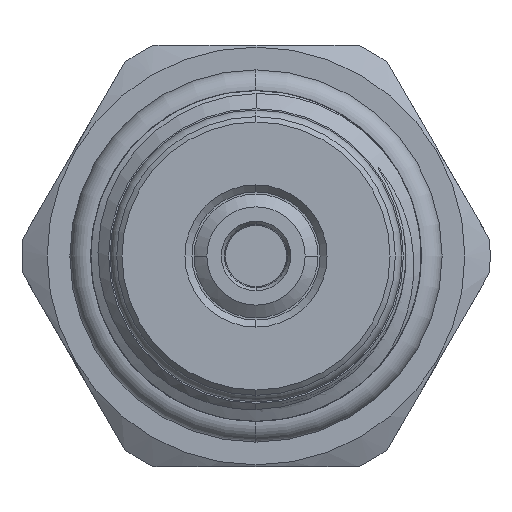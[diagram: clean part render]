
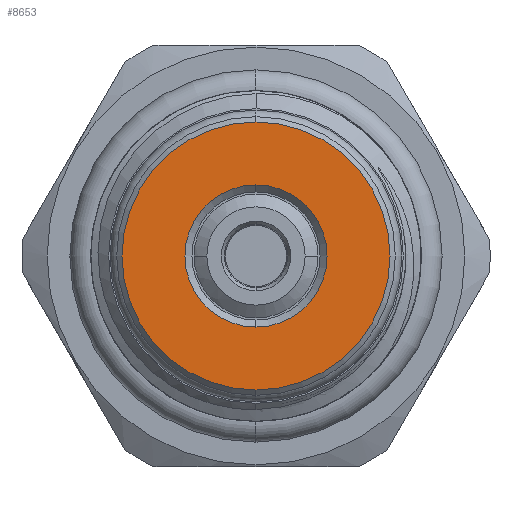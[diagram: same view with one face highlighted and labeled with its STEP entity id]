
A CAD part, left-side view. The second image highlights one B-rep face of the part: STEP entity #8653.
In plain terms, the highlighted planar face has unit normal (-1, 0, 0).
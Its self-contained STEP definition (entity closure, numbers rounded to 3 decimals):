
#433 = DIRECTION ( 'NONE',  ( 1., 0., 0. ) ) ;
#442 = ORIENTED_EDGE ( 'NONE', *, *, #7364, .T. ) ;
#825 = CARTESIAN_POINT ( 'NONE',  ( -30.895, 0., 7.635 ) ) ;
#929 = CARTESIAN_POINT ( 'NONE',  ( -30.895, 0., 0. ) ) ;
#1022 = CIRCLE ( 'NONE', #11143, 7.635 ) ;
#2073 = VERTEX_POINT ( 'NONE', #3173 ) ;
#3173 = CARTESIAN_POINT ( 'NONE',  ( -30.895, 0., -4.05 ) ) ;
#4345 = FACE_BOUND ( 'NONE', #9779, .T. ) ;
#4858 = EDGE_CURVE ( 'NONE', #10287, #8257, #6682, .T. ) ;
#5257 = CARTESIAN_POINT ( 'NONE',  ( -30.895, 7.935, 0. ) ) ;
#6148 = CARTESIAN_POINT ( 'NONE',  ( -30.895, 0., 0. ) ) ;
#6172 = DIRECTION ( 'NONE',  ( -1., 0., 0. ) ) ;
#6220 = CARTESIAN_POINT ( 'NONE',  ( -30.895, 0., 0. ) ) ;
#6338 = DIRECTION ( 'NONE',  ( 0., 0., 1. ) ) ;
#6632 = EDGE_LOOP ( 'NONE', ( #13390, #8600 ) ) ;
#6682 = CIRCLE ( 'NONE', #14294, 7.635 ) ;
#7117 = EDGE_CURVE ( 'NONE', #8257, #10287, #1022, .T. ) ;
#7364 = EDGE_CURVE ( 'NONE', #9290, #2073, #12445, .T. ) ;
#7702 = PLANE ( 'NONE',  #14501 ) ;
#8257 = VERTEX_POINT ( 'NONE', #11792 ) ;
#8600 = ORIENTED_EDGE ( 'NONE', *, *, #4858, .T. ) ;
#8653 = ADVANCED_FACE ( 'NONE', ( #4345, #12930 ), #7702, .T. ) ;
#9290 = VERTEX_POINT ( 'NONE', #13227 ) ;
#9482 = DIRECTION ( 'NONE',  ( 0., 0., 1. ) ) ;
#9779 = EDGE_LOOP ( 'NONE', ( #442, #11228 ) ) ;
#10277 = CIRCLE ( 'NONE', #10829, 4.05 ) ;
#10287 = VERTEX_POINT ( 'NONE', #825 ) ;
#10829 = AXIS2_PLACEMENT_3D ( 'NONE', #929, #14364, #12130 ) ;
#11143 = AXIS2_PLACEMENT_3D ( 'NONE', #6220, #6172, #9482 ) ;
#11228 = ORIENTED_EDGE ( 'NONE', *, *, #12313, .T. ) ;
#11654 = DIRECTION ( 'NONE',  ( 0., 0., 1. ) ) ;
#11792 = CARTESIAN_POINT ( 'NONE',  ( -30.895, 0., -7.635 ) ) ;
#12108 = DIRECTION ( 'NONE',  ( -1., 0., 0. ) ) ;
#12130 = DIRECTION ( 'NONE',  ( 0., 0., 1. ) ) ;
#12313 = EDGE_CURVE ( 'NONE', #2073, #9290, #10277, .T. ) ;
#12445 = CIRCLE ( 'NONE', #14129, 4.05 ) ;
#12930 = FACE_OUTER_BOUND ( 'NONE', #6632, .T. ) ;
#13070 = DIRECTION ( 'NONE',  ( -1., 0., 0. ) ) ;
#13215 = DIRECTION ( 'NONE',  ( 0., 0., 1. ) ) ;
#13227 = CARTESIAN_POINT ( 'NONE',  ( -30.895, 0., 4.05 ) ) ;
#13390 = ORIENTED_EDGE ( 'NONE', *, *, #7117, .T. ) ;
#14129 = AXIS2_PLACEMENT_3D ( 'NONE', #6148, #433, #11654 ) ;
#14152 = CARTESIAN_POINT ( 'NONE',  ( -30.895, 0., 0. ) ) ;
#14294 = AXIS2_PLACEMENT_3D ( 'NONE', #14152, #12108, #6338 ) ;
#14364 = DIRECTION ( 'NONE',  ( 1., 0., 0. ) ) ;
#14501 = AXIS2_PLACEMENT_3D ( 'NONE', #5257, #13070, #13215 ) ;
